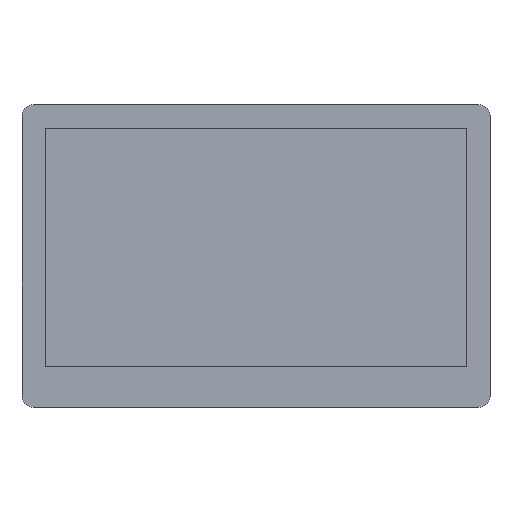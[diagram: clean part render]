
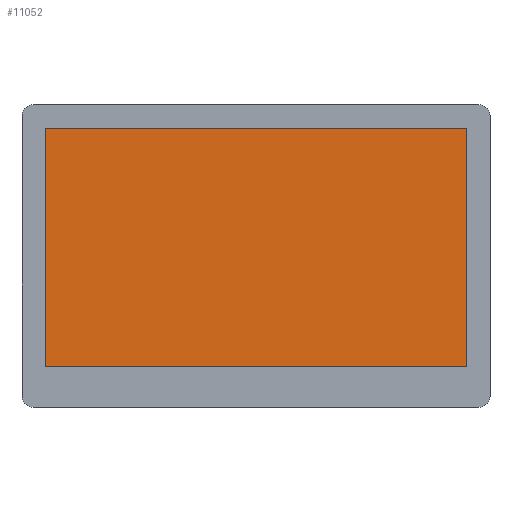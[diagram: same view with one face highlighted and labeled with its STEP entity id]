
A CAD part, top view. The second image highlights one B-rep face of the part: STEP entity #11052.
In plain terms, the highlighted planar face has unit normal (0, 0, 1).
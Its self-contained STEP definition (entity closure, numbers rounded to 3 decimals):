
#4061=DIRECTION('',(-1.,0.,0.));
#4062=VECTOR('',#4061,110.9);
#4063=CARTESIAN_POINT('',(55.45,33.65,0.822));
#4064=LINE('',#4063,#4062);
#4065=DIRECTION('',(0.,1.,0.));
#4066=VECTOR('',#4065,62.9);
#4067=CARTESIAN_POINT('',(55.45,-29.25,0.822));
#4068=LINE('',#4067,#4066);
#4069=DIRECTION('',(1.,0.,0.));
#4070=VECTOR('',#4069,110.9);
#4071=CARTESIAN_POINT('',(-55.45,-29.25,0.822));
#4072=LINE('',#4071,#4070);
#4073=DIRECTION('',(0.,-1.,0.));
#4074=VECTOR('',#4073,62.9);
#4075=CARTESIAN_POINT('',(-55.45,33.65,0.822));
#4076=LINE('',#4075,#4074);
#5285=CARTESIAN_POINT('',(55.45,33.65,0.822));
#5286=CARTESIAN_POINT('',(-55.45,33.65,0.822));
#5287=VERTEX_POINT('',#5285);
#5288=VERTEX_POINT('',#5286);
#5289=CARTESIAN_POINT('',(-55.45,-29.25,0.822));
#5290=VERTEX_POINT('',#5289);
#5291=CARTESIAN_POINT('',(55.45,-29.25,0.822));
#5292=VERTEX_POINT('',#5291);
#11041=CARTESIAN_POINT('',(0.,-48.067,0.822));
#11042=DIRECTION('',(0.,0.,1.));
#11043=DIRECTION('',(1.,0.,0.));
#11044=AXIS2_PLACEMENT_3D('',#11041,#11042,#11043);
#11045=PLANE('',#11044);
#11046=ORIENTED_EDGE('',*,*,#10993,.F.);
#11047=ORIENTED_EDGE('',*,*,#11008,.F.);
#11048=ORIENTED_EDGE('',*,*,#11022,.F.);
#11049=ORIENTED_EDGE('',*,*,#11035,.F.);
#11050=EDGE_LOOP('',(#11046,#11047,#11048,#11049));
#11051=FACE_OUTER_BOUND('',#11050,.F.);
#11052=ADVANCED_FACE('',(#11051),#11045,.T.);
#10993=EDGE_CURVE('',#5287,#5288,#4064,.T.);
#11008=EDGE_CURVE('',#5292,#5287,#4068,.T.);
#11022=EDGE_CURVE('',#5290,#5292,#4072,.T.);
#11035=EDGE_CURVE('',#5288,#5290,#4076,.T.);
